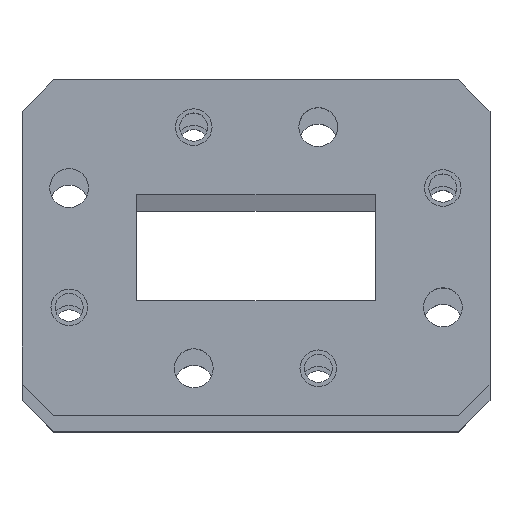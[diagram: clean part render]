
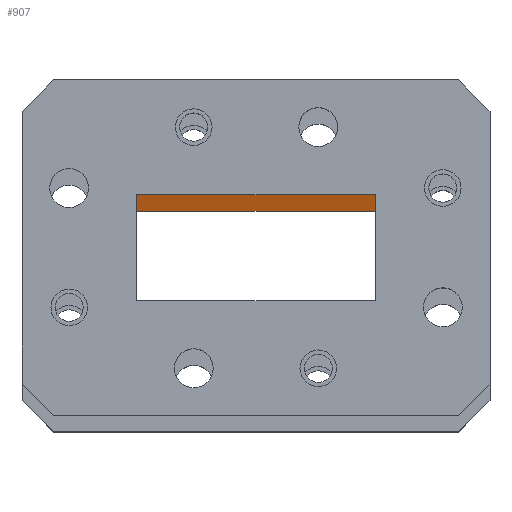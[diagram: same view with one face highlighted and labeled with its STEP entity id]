
A CAD part, top view. The second image highlights one B-rep face of the part: STEP entity #907.
In plain terms, the highlighted planar face has unit normal (0, -1, 0).
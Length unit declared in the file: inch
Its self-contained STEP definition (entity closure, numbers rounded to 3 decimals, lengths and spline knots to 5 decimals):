
#7 = VECTOR ( 'NONE', #320, 39.37008 ) ;
#41 = CARTESIAN_POINT ( 'NONE',  ( 0.45, 0.2, 0. ) ) ;
#81 = CARTESIAN_POINT ( 'NONE',  ( -0.45, 0.2, -0.23622 ) ) ;
#90 = AXIS2_PLACEMENT_3D ( 'NONE', #2040, #1509, #759 ) ;
#103 = ORIENTED_EDGE ( 'NONE', *, *, #2445, .T. ) ;
#199 = LINE ( 'NONE', #498, #2899 ) ;
#217 = CARTESIAN_POINT ( 'NONE',  ( 0.45, 0.2, -36. ) ) ;
#320 = DIRECTION ( 'NONE',  ( -1., 0., 0. ) ) ;
#398 = LINE ( 'NONE', #81, #1712 ) ;
#490 = CARTESIAN_POINT ( 'NONE',  ( -0.45, 0.2, -36. ) ) ;
#498 = CARTESIAN_POINT ( 'NONE',  ( 0.45, 0.2, -0.23622 ) ) ;
#759 = DIRECTION ( 'NONE',  ( 0., 0., 1. ) ) ;
#870 = EDGE_LOOP ( 'NONE', ( #103, #1133, #3115, #2612 ) ) ;
#907 = ADVANCED_FACE ( 'NONE', ( #3432 ), #1020, .F. ) ;
#1020 = PLANE ( 'NONE',  #90 ) ;
#1133 = ORIENTED_EDGE ( 'NONE', *, *, #3280, .F. ) ;
#1215 = CARTESIAN_POINT ( 'NONE',  ( -0.45, 0.2, 0. ) ) ;
#1478 = VERTEX_POINT ( 'NONE', #41 ) ;
#1509 = DIRECTION ( 'NONE',  ( 0., 1., 0. ) ) ;
#1524 = DIRECTION ( 'NONE',  ( 0., 0., 1. ) ) ;
#1712 = VECTOR ( 'NONE', #3218, 39.37008 ) ;
#2005 = LINE ( 'NONE', #2800, #7 ) ;
#2014 = VERTEX_POINT ( 'NONE', #1215 ) ;
#2040 = CARTESIAN_POINT ( 'NONE',  ( -0.45, 0.2, -0.23622 ) ) ;
#2360 = LINE ( 'NONE', #3188, #3118 ) ;
#2445 = EDGE_CURVE ( 'NONE', #1478, #2014, #2005, .T. ) ;
#2612 = ORIENTED_EDGE ( 'NONE', *, *, #2691, .T. ) ;
#2672 = VERTEX_POINT ( 'NONE', #490 ) ;
#2691 = EDGE_CURVE ( 'NONE', #3035, #1478, #199, .T. ) ;
#2723 = EDGE_CURVE ( 'NONE', #3035, #2672, #2360, .T. ) ;
#2800 = CARTESIAN_POINT ( 'NONE',  ( -0.45, 0.2, 0. ) ) ;
#2899 = VECTOR ( 'NONE', #1524, 39.37008 ) ;
#3035 = VERTEX_POINT ( 'NONE', #217 ) ;
#3115 = ORIENTED_EDGE ( 'NONE', *, *, #2723, .F. ) ;
#3118 = VECTOR ( 'NONE', #3166, 39.37008 ) ;
#3166 = DIRECTION ( 'NONE',  ( -1., 0., 0. ) ) ;
#3188 = CARTESIAN_POINT ( 'NONE',  ( -0.45, 0.2, -36. ) ) ;
#3218 = DIRECTION ( 'NONE',  ( 0., 0., 1. ) ) ;
#3280 = EDGE_CURVE ( 'NONE', #2672, #2014, #398, .T. ) ;
#3432 = FACE_OUTER_BOUND ( 'NONE', #870, .T. ) ;
